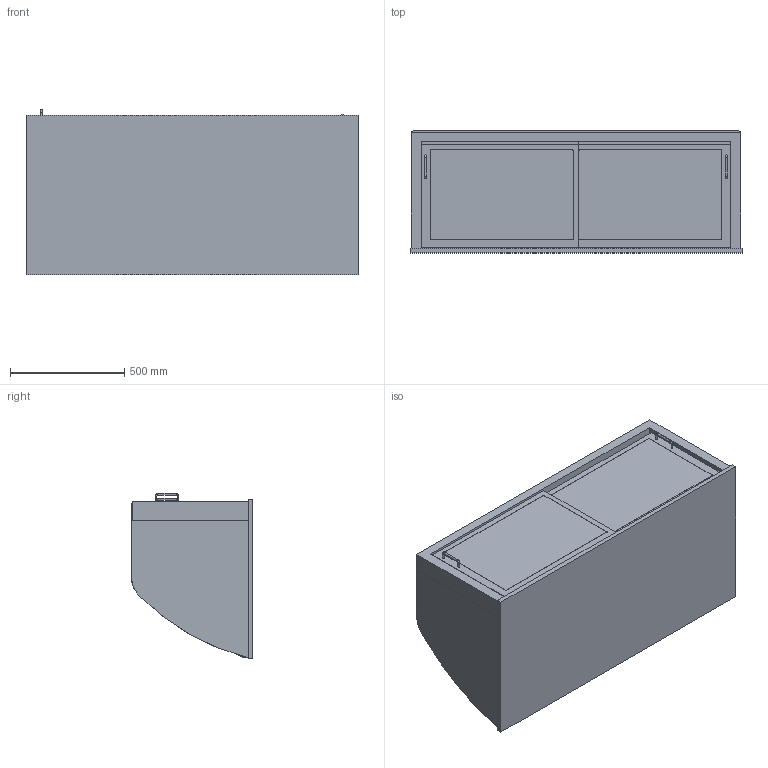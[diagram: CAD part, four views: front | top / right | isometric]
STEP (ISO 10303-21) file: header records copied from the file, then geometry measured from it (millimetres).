
FILE_DESCRIPTION(/* description */ ('Panoramaglasaufsatz ungekühlt'),/* implementation_level */ '2;1');
FILE_NAME(/* name */ '3D-AKE-00007454.stp',/* time_stamp */ '2023-05-10T13:51:27+02:00',/* author */ ('marina.schachner'),/* organization */ (''),/* preprocessor_version */ 'ST-DEVELOPER v18.1',/* originating_system */ 'Autodesk Inventor 2020',/* authorisation */ '');
FILE_SCHEMA (('AUTOMOTIVE_DESIGN { 1 0 10303 214 3 1 1 }'));
Length unit declared in the file: millimetre
Products named in the file (1): 3D-AKE-00007454
Bounding box: 1450 x 532 x 721 mm (x, y, z)
Volume: 56895142.6 mm3; surface area: 9924430.1 mm2
Topology: 23 solids, 23 shells, 235 faces, 579 edges, 390 vertices
Faces by surface type: plane 174, cylinder 57, torus 4
Full cylindrical faces by diameter (mm): 8 x6
Entity records: 6983 total; most frequent: CARTESIAN_POINT 1205, DIRECTION 1189, ORIENTED_EDGE 1158, EDGE_CURVE 579, LINE 441, VECTOR 441, VERTEX_POINT 390, AXIS2_PLACEMENT_3D 374
